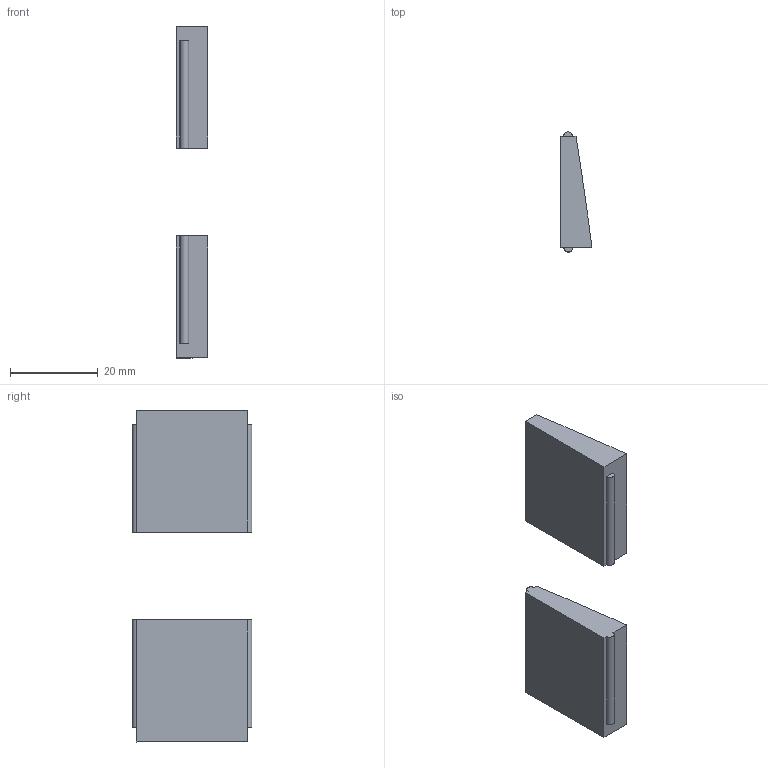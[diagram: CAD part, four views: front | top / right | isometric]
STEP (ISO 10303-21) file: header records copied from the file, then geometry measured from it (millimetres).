
FILE_DESCRIPTION(/* description */ (''),/* implementation_level */ '2;1');
FILE_NAME(/* name */ 'tail servo cap.stp',/* time_stamp */ '2025-11-12T18:12:03-05:00',/* author */ ('mateo'),/* organization */ (''),/* preprocessor_version */ 'ST-DEVELOPER v20.1',/* originating_system */ 'Autodesk Inventor 2026',/* authorisation */ '');
FILE_SCHEMA (('AUTOMOTIVE_DESIGN { 1 0 10303 214 3 1 1 }'));
Length unit declared in the file: millimetre
Products named in the file (1): servo cap
Bounding box: 7.26 x 27.27 x 75.57 mm (x, y, z)
Volume: 7871.3 mm3; surface area: 4103.9 mm2
Topology: 2 solids, 2 shells, 20 faces, 59 edges, 54 vertices
Faces by surface type: plane 14, cylinder 4, bspline 2
Entity records: 722 total; most frequent: CARTESIAN_POINT 155, DIRECTION 106, ORIENTED_EDGE 96, EDGE_CURVE 48, LINE 36, VECTOR 36, AXIS2_PLACEMENT_3D 35, VERTEX_POINT 32
